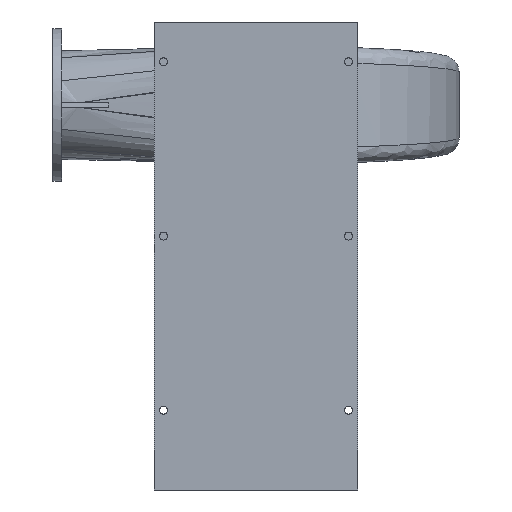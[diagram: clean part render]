
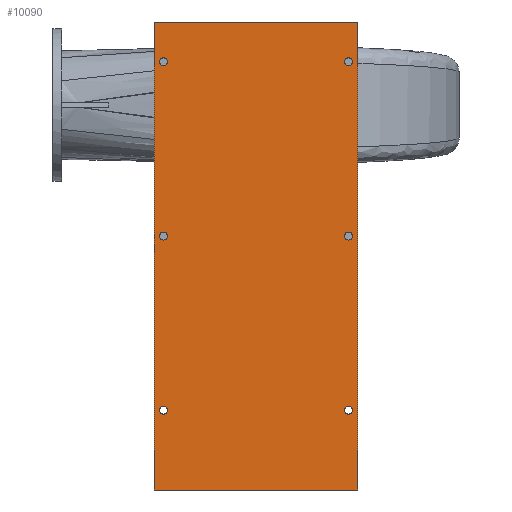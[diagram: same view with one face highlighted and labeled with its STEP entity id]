
A CAD part, front view. The second image highlights one B-rep face of the part: STEP entity #10090.
In plain terms, the highlighted planar face has unit normal (0, -1, 0).
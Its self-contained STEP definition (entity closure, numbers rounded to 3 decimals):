
#7800=CARTESIAN_POINT('',(94.064,-98.839,-162.349));
#7801=VERTEX_POINT('',#7800);
#7802=CARTESIAN_POINT('',(88.564,-98.839,-162.349));
#7803=DIRECTION('',(0.0,1.0,0.0));
#7804=DIRECTION('',(-1.0,0.0,0.0));
#7805=AXIS2_PLACEMENT_3D('',#7802,#7803,#7804);
#7806=CIRCLE('',#7805,5.5);
#7807=EDGE_CURVE('',#7801,#7801,#7806,.T.);
#7828=CARTESIAN_POINT('',(94.064,-98.839,-402.349));
#7829=VERTEX_POINT('',#7828);
#7830=CARTESIAN_POINT('',(88.564,-98.839,-402.349));
#7831=DIRECTION('',(0.0,1.0,0.0));
#7832=DIRECTION('',(-1.0,0.0,0.0));
#7833=AXIS2_PLACEMENT_3D('',#7830,#7831,#7832);
#7834=CIRCLE('',#7833,5.5);
#7835=EDGE_CURVE('',#7829,#7829,#7834,.T.);
#7856=CARTESIAN_POINT('',(94.064,-98.839,77.651));
#7857=VERTEX_POINT('',#7856);
#7858=CARTESIAN_POINT('',(88.564,-98.839,77.651));
#7859=DIRECTION('',(0.0,1.0,0.0));
#7860=DIRECTION('',(-1.0,0.0,0.0));
#7861=AXIS2_PLACEMENT_3D('',#7858,#7859,#7860);
#7862=CIRCLE('',#7861,5.5);
#7863=EDGE_CURVE('',#7857,#7857,#7862,.T.);
#7884=CARTESIAN_POINT('',(-171.936,-98.839,-162.349));
#7885=VERTEX_POINT('',#7884);
#7886=CARTESIAN_POINT('',(-166.436,-98.839,-162.349));
#7887=DIRECTION('',(0.0,1.0,0.0));
#7888=DIRECTION('',(1.0,0.0,0.0));
#7889=AXIS2_PLACEMENT_3D('',#7886,#7887,#7888);
#7890=CIRCLE('',#7889,5.5);
#7891=EDGE_CURVE('',#7885,#7885,#7890,.T.);
#7912=CARTESIAN_POINT('',(-171.936,-98.839,-402.349));
#7913=VERTEX_POINT('',#7912);
#7914=CARTESIAN_POINT('',(-166.436,-98.839,-402.349));
#7915=DIRECTION('',(0.0,1.0,0.0));
#7916=DIRECTION('',(1.0,0.0,0.0));
#7917=AXIS2_PLACEMENT_3D('',#7914,#7915,#7916);
#7918=CIRCLE('',#7917,5.5);
#7919=EDGE_CURVE('',#7913,#7913,#7918,.T.);
#7940=CARTESIAN_POINT('',(-171.936,-98.839,77.651));
#7941=VERTEX_POINT('',#7940);
#7942=CARTESIAN_POINT('',(-166.436,-98.839,77.651));
#7943=DIRECTION('',(0.0,1.0,0.0));
#7944=DIRECTION('',(1.0,0.0,0.0));
#7945=AXIS2_PLACEMENT_3D('',#7942,#7943,#7944);
#7946=CIRCLE('',#7945,5.5);
#7947=EDGE_CURVE('',#7941,#7941,#7946,.T.);
#9307=CARTESIAN_POINT('',(101.064,-98.839,132.651));
#9308=VERTEX_POINT('',#9307);
#9315=CARTESIAN_POINT('',(101.064,-98.839,-512.349));
#9316=VERTEX_POINT('',#9315);
#9317=CARTESIAN_POINT('',(101.064,-98.839,-512.349));
#9318=DIRECTION('',(0.0,0.0,1.0));
#9319=VECTOR('',#9318,645.0);
#9320=LINE('',#9317,#9319);
#9321=EDGE_CURVE('',#9316,#9308,#9320,.T.);
#9619=CARTESIAN_POINT('',(-178.936,-98.839,-512.349));
#9620=VERTEX_POINT('',#9619);
#9621=CARTESIAN_POINT('',(-178.936,-98.839,-512.349));
#9622=DIRECTION('',(1.0,0.0,0.0));
#9623=VECTOR('',#9622,280.);
#9624=LINE('',#9621,#9623);
#9625=EDGE_CURVE('',#9620,#9316,#9624,.T.);
#9645=CARTESIAN_POINT('',(-178.936,-98.839,132.651));
#9646=VERTEX_POINT('',#9645);
#9647=CARTESIAN_POINT('',(-178.936,-98.839,132.651));
#9648=DIRECTION('',(0.0,0.0,-1.0));
#9649=VECTOR('',#9648,645.0);
#9650=LINE('',#9647,#9649);
#9651=EDGE_CURVE('',#9646,#9620,#9650,.T.);
#9910=CARTESIAN_POINT('',(-178.936,-98.839,132.651));
#9911=DIRECTION('',(1.0,0.0,0.0));
#9912=VECTOR('',#9911,280.);
#9913=LINE('',#9910,#9912);
#9914=EDGE_CURVE('',#9646,#9308,#9913,.T.);
#10061=CARTESIAN_POINT('',(-108.936,-98.839,-384.849));
#10062=DIRECTION('',(0.0,1.0,0.0));
#10063=DIRECTION('',(0.0,0.0,1.0));
#10064=AXIS2_PLACEMENT_3D('',#10061,#10062,#10063);
#10065=PLANE('',#10064);
#10066=ORIENTED_EDGE('',*,*,#9321,.T.);
#10067=ORIENTED_EDGE('',*,*,#9914,.F.);
#10068=ORIENTED_EDGE('',*,*,#9651,.T.);
#10069=ORIENTED_EDGE('',*,*,#9625,.T.);
#10070=EDGE_LOOP('',(#10066,#10067,#10068,#10069));
#10071=FACE_OUTER_BOUND('',#10070,.T.);
#10072=ORIENTED_EDGE('',*,*,#7807,.T.);
#10073=EDGE_LOOP('',(#10072));
#10074=FACE_BOUND('',#10073,.T.);
#10075=ORIENTED_EDGE('',*,*,#7835,.T.);
#10076=EDGE_LOOP('',(#10075));
#10077=FACE_BOUND('',#10076,.T.);
#10078=ORIENTED_EDGE('',*,*,#7863,.T.);
#10079=EDGE_LOOP('',(#10078));
#10080=FACE_BOUND('',#10079,.T.);
#10081=ORIENTED_EDGE('',*,*,#7891,.T.);
#10082=EDGE_LOOP('',(#10081));
#10083=FACE_BOUND('',#10082,.T.);
#10084=ORIENTED_EDGE('',*,*,#7919,.T.);
#10085=EDGE_LOOP('',(#10084));
#10086=FACE_BOUND('',#10085,.T.);
#10087=ORIENTED_EDGE('',*,*,#7947,.T.);
#10088=EDGE_LOOP('',(#10087));
#10089=FACE_BOUND('',#10088,.T.);
#10090=ADVANCED_FACE('',(#10071,#10074,#10077,#10080,#10083,#10086,#10089),#10065,.F.);
